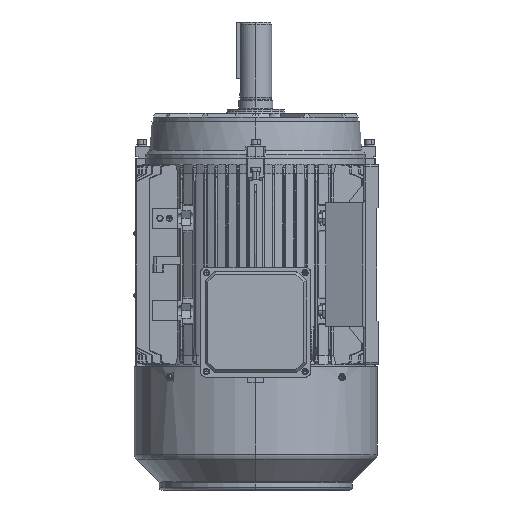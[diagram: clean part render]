
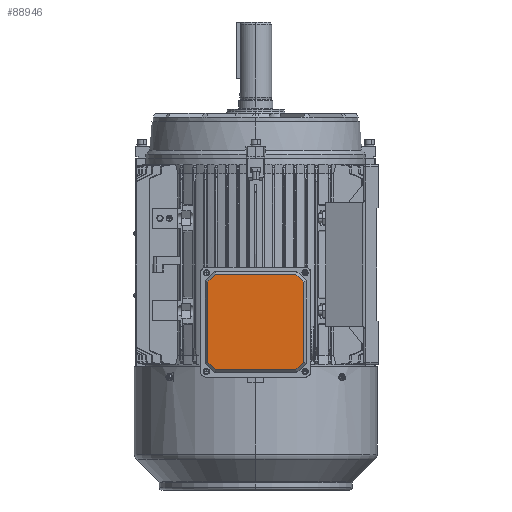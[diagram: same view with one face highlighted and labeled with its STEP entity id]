
A CAD part, left-side view. The second image highlights one B-rep face of the part: STEP entity #88946.
In plain terms, the highlighted face is planar.
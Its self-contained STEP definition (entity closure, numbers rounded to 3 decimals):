
#5567 = CARTESIAN_POINT ( 'NONE',  ( -62.036, -6., 65.5 ) ) ;
#5696 = VECTOR ( 'NONE', #53757, 1000. ) ;
#7168 = LINE ( 'NONE', #28004, #102095 ) ;
#7900 = CARTESIAN_POINT ( 'NONE',  ( 52.065, -6., -62.036 ) ) ;
#8575 = VERTEX_POINT ( 'NONE', #84515 ) ;
#8684 = LINE ( 'NONE', #153183, #136595 ) ;
#9700 = VECTOR ( 'NONE', #136407, 1000. ) ;
#13817 = ORIENTED_EDGE ( 'NONE', *, *, #24433, .F. ) ;
#15861 = VECTOR ( 'NONE', #83877, 1000. ) ;
#16638 = VERTEX_POINT ( 'NONE', #98542 ) ;
#18977 = EDGE_CURVE ( 'NONE', #103897, #94200, #8684, .T. ) ;
#21102 = EDGE_CURVE ( 'NONE', #94200, #44694, #7168, .T. ) ;
#23536 = EDGE_CURVE ( 'NONE', #44694, #8575, #149777, .T. ) ;
#24433 = EDGE_CURVE ( 'NONE', #76174, #103897, #147622, .T. ) ;
#28004 = CARTESIAN_POINT ( 'NONE',  ( -65.5, -6., -62.036 ) ) ;
#37731 = CARTESIAN_POINT ( 'NONE',  ( -52.065, -6., 62.036 ) ) ;
#37810 = CARTESIAN_POINT ( 'NONE',  ( -57.051, -6., 57.051 ) ) ;
#41703 = ORIENTED_EDGE ( 'NONE', *, *, #80163, .F. ) ;
#42175 = DIRECTION ( 'NONE',  ( -0.707, 0., -0.707 ) ) ;
#44694 = VERTEX_POINT ( 'NONE', #98759 ) ;
#46491 = LINE ( 'NONE', #37810, #9700 ) ;
#46572 = ORIENTED_EDGE ( 'NONE', *, *, #128256, .F. ) ;
#46657 = EDGE_CURVE ( 'NONE', #8575, #16638, #67388, .T. ) ;
#49374 = LINE ( 'NONE', #83179, #82323 ) ;
#50378 = EDGE_LOOP ( 'NONE', ( #63676, #87949, #138621, #148829, #13817, #41703, #46572, #144773 ) ) ;
#53757 = DIRECTION ( 'NONE',  ( 0.707, 0., -0.707 ) ) ;
#60662 = DIRECTION ( 'NONE',  ( -0.707, 0., 0.707 ) ) ;
#63676 = ORIENTED_EDGE ( 'NONE', *, *, #46657, .F. ) ;
#64680 = CARTESIAN_POINT ( 'NONE',  ( 52.065, -6., 62.036 ) ) ;
#67388 = LINE ( 'NONE', #5567, #133250 ) ;
#75118 = EDGE_CURVE ( 'NONE', #16638, #113037, #46491, .T. ) ;
#76174 = VERTEX_POINT ( 'NONE', #141197 ) ;
#78460 = PLANE ( 'NONE',  #117015 ) ;
#78638 = CARTESIAN_POINT ( 'NONE',  ( -8.449, -6., 122.551 ) ) ;
#79350 = LINE ( 'NONE', #78638, #5696 ) ;
#80163 = EDGE_CURVE ( 'NONE', #108952, #76174, #79350, .T. ) ;
#82323 = VECTOR ( 'NONE', #97221, 1000. ) ;
#83179 = CARTESIAN_POINT ( 'NONE',  ( -65.5, -6., 62.036 ) ) ;
#83877 = DIRECTION ( 'NONE',  ( 0., 0., -1. ) ) ;
#83890 = VECTOR ( 'NONE', #60662, 1000. ) ;
#84515 = CARTESIAN_POINT ( 'NONE',  ( -62.036, -6., -52.065 ) ) ;
#87949 = ORIENTED_EDGE ( 'NONE', *, *, #23536, .F. ) ;
#88946 = ADVANCED_FACE ( 'NONE', ( #101847 ), #78460, .F. ) ;
#90915 = DIRECTION ( 'NONE',  ( 0., 0., 1. ) ) ;
#94200 = VERTEX_POINT ( 'NONE', #7900 ) ;
#96363 = CARTESIAN_POINT ( 'NONE',  ( 62.036, -6., 65.5 ) ) ;
#97221 = DIRECTION ( 'NONE',  ( 1., 0., 0. ) ) ;
#98542 = CARTESIAN_POINT ( 'NONE',  ( -62.036, -6., 52.065 ) ) ;
#98759 = CARTESIAN_POINT ( 'NONE',  ( -52.065, -6., -62.036 ) ) ;
#101847 = FACE_OUTER_BOUND ( 'NONE', #50378, .T. ) ;
#102095 = VECTOR ( 'NONE', #127075, 1000. ) ;
#103897 = VERTEX_POINT ( 'NONE', #158342 ) ;
#104634 = DIRECTION ( 'NONE',  ( 0., 0., 1. ) ) ;
#108952 = VERTEX_POINT ( 'NONE', #64680 ) ;
#113037 = VERTEX_POINT ( 'NONE', #37731 ) ;
#115259 = DIRECTION ( 'NONE',  ( 0., 1., 0. ) ) ;
#117015 = AXIS2_PLACEMENT_3D ( 'NONE', #140225, #115259, #90915 ) ;
#127075 = DIRECTION ( 'NONE',  ( -1., 0., 0. ) ) ;
#128256 = EDGE_CURVE ( 'NONE', #113037, #108952, #49374, .T. ) ;
#133250 = VECTOR ( 'NONE', #104634, 1000. ) ;
#135402 = CARTESIAN_POINT ( 'NONE',  ( -122.551, -6., 8.449 ) ) ;
#136407 = DIRECTION ( 'NONE',  ( 0.707, 0., 0.707 ) ) ;
#136595 = VECTOR ( 'NONE', #42175, 1000. ) ;
#138621 = ORIENTED_EDGE ( 'NONE', *, *, #21102, .F. ) ;
#140225 = CARTESIAN_POINT ( 'NONE',  ( -65.5, -6., 65.5 ) ) ;
#141197 = CARTESIAN_POINT ( 'NONE',  ( 62.036, -6., 52.065 ) ) ;
#144773 = ORIENTED_EDGE ( 'NONE', *, *, #75118, .F. ) ;
#147622 = LINE ( 'NONE', #96363, #15861 ) ;
#148829 = ORIENTED_EDGE ( 'NONE', *, *, #18977, .F. ) ;
#149777 = LINE ( 'NONE', #135402, #83890 ) ;
#153183 = CARTESIAN_POINT ( 'NONE',  ( 57.051, -6., -57.051 ) ) ;
#158342 = CARTESIAN_POINT ( 'NONE',  ( 62.036, -6., -52.065 ) ) ;
